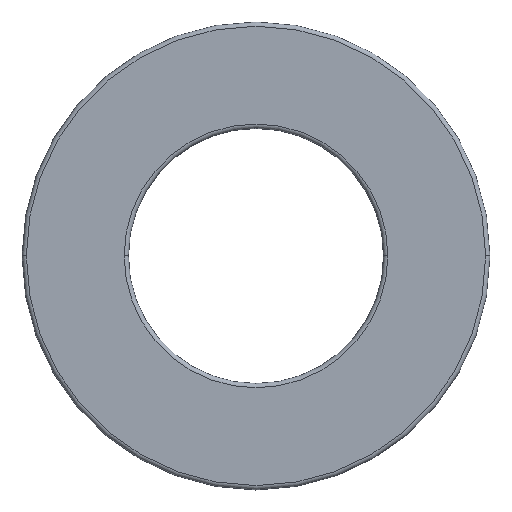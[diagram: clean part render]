
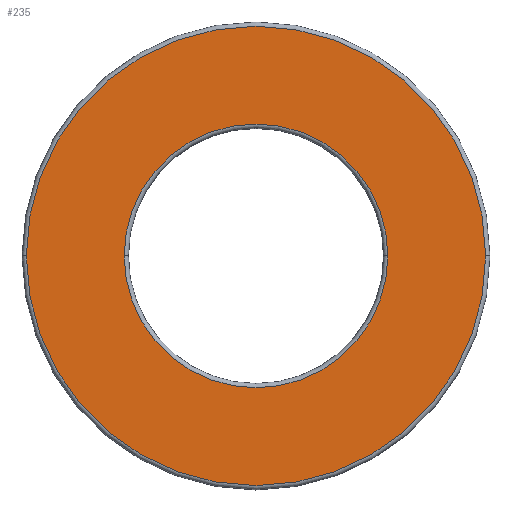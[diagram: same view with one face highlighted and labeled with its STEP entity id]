
A CAD part, top view. The second image highlights one B-rep face of the part: STEP entity #235.
In plain terms, the highlighted planar face has unit normal (0, 0, 1).
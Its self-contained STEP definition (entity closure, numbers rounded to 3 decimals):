
#5 = ORIENTED_EDGE ( 'NONE', *, *, #225, .T. ) ;
#8 = DIRECTION ( 'NONE',  ( 1., 0., 0. ) ) ;
#13 = AXIS2_PLACEMENT_3D ( 'NONE', #87, #84, #185 ) ;
#14 = FACE_OUTER_BOUND ( 'NONE', #104, .T. ) ;
#41 = DIRECTION ( 'NONE',  ( 0., 0., -1. ) ) ;
#84 = DIRECTION ( 'NONE',  ( 0., 0., 1. ) ) ;
#86 = CIRCLE ( 'NONE', #13, 54. ) ;
#87 = CARTESIAN_POINT ( 'NONE',  ( 0., 0., 22. ) ) ;
#104 = EDGE_LOOP ( 'NONE', ( #210, #254 ) ) ;
#105 = FACE_BOUND ( 'NONE', #183, .T. ) ;
#110 = CARTESIAN_POINT ( 'NONE',  ( -31., 0., 22. ) ) ;
#111 = CARTESIAN_POINT ( 'NONE',  ( 0., 0., 22. ) ) ;
#119 = AXIS2_PLACEMENT_3D ( 'NONE', #111, #217, #8 ) ;
#122 = CARTESIAN_POINT ( 'NONE',  ( 31., 0., 22. ) ) ;
#124 = CARTESIAN_POINT ( 'NONE',  ( 54., 0., 22. ) ) ;
#127 = AXIS2_PLACEMENT_3D ( 'NONE', #323, #148, #398 ) ;
#131 = VERTEX_POINT ( 'NONE', #110 ) ;
#132 = AXIS2_PLACEMENT_3D ( 'NONE', #180, #41, #288 ) ;
#148 = DIRECTION ( 'NONE',  ( 0., 0., 1. ) ) ;
#174 = CIRCLE ( 'NONE', #313, 54. ) ;
#180 = CARTESIAN_POINT ( 'NONE',  ( 0., 0., 22. ) ) ;
#183 = EDGE_LOOP ( 'NONE', ( #424, #5 ) ) ;
#185 = DIRECTION ( 'NONE',  ( 1., 0., 0. ) ) ;
#202 = EDGE_CURVE ( 'NONE', #311, #131, #354, .T. ) ;
#210 = ORIENTED_EDGE ( 'NONE', *, *, #252, .T. ) ;
#217 = DIRECTION ( 'NONE',  ( 0., 0., -1. ) ) ;
#225 = EDGE_CURVE ( 'NONE', #131, #311, #286, .T. ) ;
#235 = ADVANCED_FACE ( 'NONE', ( #105, #14 ), #356, .T. ) ;
#236 = EDGE_CURVE ( 'NONE', #451, #352, #174, .T. ) ;
#252 = EDGE_CURVE ( 'NONE', #352, #451, #86, .T. ) ;
#254 = ORIENTED_EDGE ( 'NONE', *, *, #236, .T. ) ;
#286 = CIRCLE ( 'NONE', #132, 31. ) ;
#288 = DIRECTION ( 'NONE',  ( 1., 0., 0. ) ) ;
#297 = DIRECTION ( 'NONE',  ( 1., 0., 0. ) ) ;
#301 = DIRECTION ( 'NONE',  ( 0., 0., 1. ) ) ;
#311 = VERTEX_POINT ( 'NONE', #122 ) ;
#313 = AXIS2_PLACEMENT_3D ( 'NONE', #363, #301, #297 ) ;
#323 = CARTESIAN_POINT ( 'NONE',  ( 0., 0., 22. ) ) ;
#342 = CARTESIAN_POINT ( 'NONE',  ( -54., 0., 22. ) ) ;
#352 = VERTEX_POINT ( 'NONE', #124 ) ;
#354 = CIRCLE ( 'NONE', #119, 31. ) ;
#356 = PLANE ( 'NONE',  #127 ) ;
#363 = CARTESIAN_POINT ( 'NONE',  ( 0., 0., 22. ) ) ;
#398 = DIRECTION ( 'NONE',  ( 1., 0., 0. ) ) ;
#424 = ORIENTED_EDGE ( 'NONE', *, *, #202, .T. ) ;
#451 = VERTEX_POINT ( 'NONE', #342 ) ;
